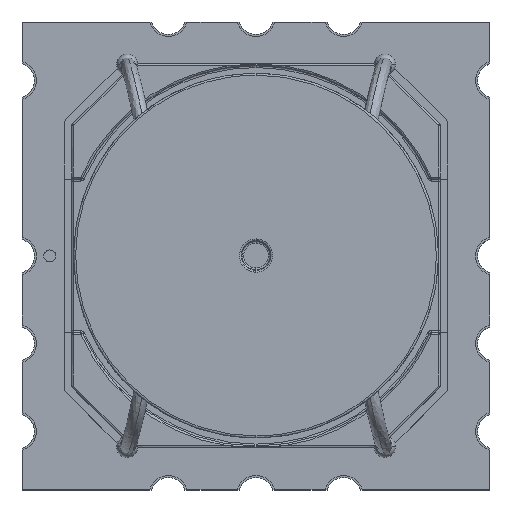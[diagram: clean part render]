
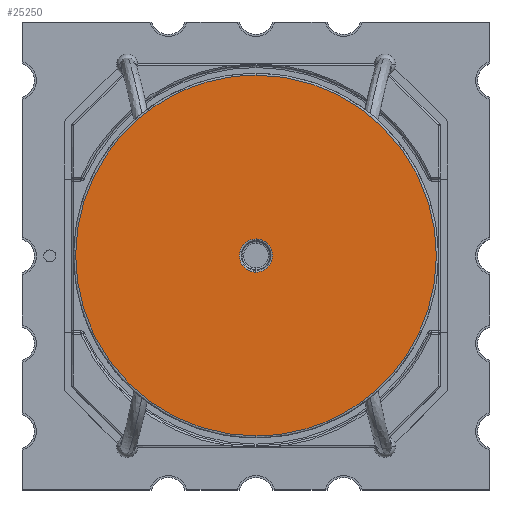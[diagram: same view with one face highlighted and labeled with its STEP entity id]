
A CAD part, top view. The second image highlights one B-rep face of the part: STEP entity #25250.
In plain terms, the highlighted planar face has unit normal (0, 0, 1).
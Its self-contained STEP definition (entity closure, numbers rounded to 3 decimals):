
#270 = CARTESIAN_POINT ( 'NONE',  ( -0.027, -0.432, 7.188 ) ) ;
#400 = CARTESIAN_POINT ( 'NONE',  ( -0.432, 0., 7.188 ) ) ;
#871 = DIRECTION ( 'NONE',  ( 0., 0., 1. ) ) ;
#1976 = CARTESIAN_POINT ( 'NONE',  ( -0.432, 0.027, 7.188 ) ) ;
#2091 = CARTESIAN_POINT ( 'NONE',  ( -0.186, 0.39, 7.188 ) ) ;
#2221 = CARTESIAN_POINT ( 'NONE',  ( 0.39, 0.186, 7.188 ) ) ;
#3031 = CARTESIAN_POINT ( 'NONE',  ( 0.419, -0.107, 7.188 ) ) ;
#3032 = B_SPLINE_CURVE_WITH_KNOTS ( 'NONE', 3,
 ( #19277, #1976, #27910, #10668, #30753, #13591, #33658, #16454, #36544, #19391, #2091, #22307, #5017, #25171, #7881, #28023, #10790, #30877, #13721, #33775, #16575, #36663, #19511, #2221, #22418, #5137, #25276, #8001 ),
 .UNSPECIFIED., .F., .F.,
 ( 4, 2, 2, 2, 1, 2, 2, 2, 2, 2, 2, 1, 2, 2, 4 ),
 ( 0.5, 0.531, 0.563, 0.625, 0.656, 0.672, 0.688, 0.75, 0.781, 0.813, 0.875, 0.906, 0.922, 0.938, 1. ),
 .UNSPECIFIED. ) ;
#3163 = CARTESIAN_POINT ( 'NONE',  ( -0.107, -0.419, 7.188 ) ) ;
#4833 = B_SPLINE_CURVE_WITH_KNOTS ( 'NONE', 3,
 ( #20333, #17381, #34206, #3031, #23198, #5915, #26061, #8799, #28935, #11737, #31785, #14634, #34707, #17509, #270, #20464, #3163, #23323, #6046, #26182, #8932, #29054, #11870, #31914, #14766, #34835, #17633, #400 ),
 .UNSPECIFIED., .F., .F.,
 ( 4, 2, 2, 2, 1, 2, 2, 2, 2, 2, 2, 1, 2, 2, 4 ),
 ( 0., 0.031, 0.063, 0.125, 0.156, 0.172, 0.188, 0.25, 0.281, 0.313, 0.375, 0.406, 0.422, 0.438, 0.5 ),
 .UNSPECIFIED. ) ;
#5017 = CARTESIAN_POINT ( 'NONE',  ( -0.108, 0.422, 7.188 ) ) ;
#5137 = CARTESIAN_POINT ( 'NONE',  ( 0.422, 0.108, 7.188 ) ) ;
#5385 = EDGE_CURVE ( 'NONE', #15940, #35322, #4833, .T. ) ;
#5831 = CARTESIAN_POINT ( 'NONE',  ( -4.7, 0., 7.188 ) ) ;
#5887 = ORIENTED_EDGE ( 'NONE', *, *, #5385, .T. ) ;
#5915 = CARTESIAN_POINT ( 'NONE',  ( 0.38, -0.214, 7.188 ) ) ;
#6046 = CARTESIAN_POINT ( 'NONE',  ( -0.214, -0.38, 7.188 ) ) ;
#6523 = PLANE ( 'NONE',  #15619 ) ;
#7881 = CARTESIAN_POINT ( 'NONE',  ( 0.027, 0.432, 7.188 ) ) ;
#8001 = CARTESIAN_POINT ( 'NONE',  ( 0.432, 0., 7.188 ) ) ;
#8716 = CARTESIAN_POINT ( 'NONE',  ( -4.7, 9.4, 7.188 ) ) ;
#8799 = CARTESIAN_POINT ( 'NONE',  ( 0.284, -0.326, 7.188 ) ) ;
#8932 = CARTESIAN_POINT ( 'NONE',  ( -0.326, -0.284, 7.188 ) ) ;
#10668 = CARTESIAN_POINT ( 'NONE',  ( -0.419, 0.107, 7.188 ) ) ;
#10790 = CARTESIAN_POINT ( 'NONE',  ( 0.107, 0.419, 7.188 ) ) ;
#11227 = CARTESIAN_POINT ( 'NONE',  ( 4.7, 0., 7.188 ) ) ;
#11737 = CARTESIAN_POINT ( 'NONE',  ( 0.213, -0.376, 7.188 ) ) ;
#11870 = CARTESIAN_POINT ( 'NONE',  ( -0.376, -0.213, 7.188 ) ) ;
#13410 = FACE_BOUND ( 'NONE', #17463, .T. ) ;
#13591 = CARTESIAN_POINT ( 'NONE',  ( -0.38, 0.214, 7.188 ) ) ;
#13721 = CARTESIAN_POINT ( 'NONE',  ( 0.214, 0.38, 7.188 ) ) ;
#14554 = CARTESIAN_POINT ( 'NONE',  ( 4.7, 0., 7.188 ) ) ;
#14634 = CARTESIAN_POINT ( 'NONE',  ( 0.172, -0.396, 7.188 ) ) ;
#14766 = CARTESIAN_POINT ( 'NONE',  ( -0.396, -0.172, 7.188 ) ) ;
#15619 = AXIS2_PLACEMENT_3D ( 'NONE', #18122, #871, #21063 ) ;
#15940 = VERTEX_POINT ( 'NONE', #18035 ) ;
#16454 = CARTESIAN_POINT ( 'NONE',  ( -0.284, 0.326, 7.188 ) ) ;
#16575 = CARTESIAN_POINT ( 'NONE',  ( 0.326, 0.284, 7.188 ) ) ;
#16642 = CARTESIAN_POINT ( 'NONE',  ( 4.7, 0., 7.188 ) ) ;
#16985 = ORIENTED_EDGE ( 'NONE', *, *, #21322, .F. ) ;
#17123 = CARTESIAN_POINT ( 'NONE',  ( -4.7, -9.4, 7.188 ) ) ;
#17381 = CARTESIAN_POINT ( 'NONE',  ( 0.432, -0.027, 7.188 ) ) ;
#17463 = EDGE_LOOP ( 'NONE', ( #17684, #5887 ) ) ;
#17509 = CARTESIAN_POINT ( 'NONE',  ( 0.055, -0.432, 7.188 ) ) ;
#17633 = CARTESIAN_POINT ( 'NONE',  ( -0.432, -0.055, 7.188 ) ) ;
#17684 = ORIENTED_EDGE ( 'NONE', *, *, #23895, .T. ) ;
#18035 = CARTESIAN_POINT ( 'NONE',  ( 0.432, 0., 7.188 ) ) ;
#18122 = CARTESIAN_POINT ( 'NONE',  ( 0., 0., 7.188 ) ) ;
#18271 = CARTESIAN_POINT ( 'NONE',  ( -0.432, 0., 7.188 ) ) ;
#19277 = CARTESIAN_POINT ( 'NONE',  ( -0.432, 0., 7.188 ) ) ;
#19391 = CARTESIAN_POINT ( 'NONE',  ( -0.213, 0.376, 7.188 ) ) ;
#19511 = CARTESIAN_POINT ( 'NONE',  ( 0.376, 0.213, 7.188 ) ) ;
#19782 = VERTEX_POINT ( 'NONE', #16642 ) ;
#20165 = FACE_OUTER_BOUND ( 'NONE', #27332, .T. ) ;
#20333 = CARTESIAN_POINT ( 'NONE',  ( 0.432, 0., 7.188 ) ) ;
#20464 = CARTESIAN_POINT ( 'NONE',  ( -0.054, -0.429, 7.188 ) ) ;
#21063 = DIRECTION ( 'NONE',  ( 1., 0., 0. ) ) ;
#21322 = EDGE_CURVE ( 'NONE', #19782, #21812, #22924, .T. ) ;
#21812 = VERTEX_POINT ( 'NONE', #31361 ) ;
#22307 = CARTESIAN_POINT ( 'NONE',  ( -0.172, 0.396, 7.188 ) ) ;
#22418 = CARTESIAN_POINT ( 'NONE',  ( 0.396, 0.172, 7.188 ) ) ;
#22501 =( BOUNDED_CURVE ( )  B_SPLINE_CURVE ( 3, ( #5831, #8716, #31697, #14554 ),
 .UNSPECIFIED., .F., .F. ) 
 B_SPLINE_CURVE_WITH_KNOTS ( ( 4, 4 ),
 ( 0., 1. ),
 .UNSPECIFIED. ) 
 CURVE ( )  GEOMETRIC_REPRESENTATION_ITEM ( )  RATIONAL_B_SPLINE_CURVE ( ( 1., 0.333, 0.333, 1. ) ) 
 REPRESENTATION_ITEM ( '' )  );
#22924 =( BOUNDED_CURVE ( )  B_SPLINE_CURVE ( 3, ( #11227, #37095, #17123, #37225 ),
 .UNSPECIFIED., .F., .F. ) 
 B_SPLINE_CURVE_WITH_KNOTS ( ( 4, 4 ),
 ( 0., 1. ),
 .UNSPECIFIED. ) 
 CURVE ( )  GEOMETRIC_REPRESENTATION_ITEM ( )  RATIONAL_B_SPLINE_CURVE ( ( 1., 0.333, 0.333, 1. ) ) 
 REPRESENTATION_ITEM ( '' )  );
#23198 = CARTESIAN_POINT ( 'NONE',  ( 0.412, -0.131, 7.188 ) ) ;
#23323 = CARTESIAN_POINT ( 'NONE',  ( -0.131, -0.412, 7.188 ) ) ;
#23895 = EDGE_CURVE ( 'NONE', #35322, #15940, #3032, .T. ) ;
#25171 = CARTESIAN_POINT ( 'NONE',  ( -0.055, 0.432, 7.188 ) ) ;
#25250 = ADVANCED_FACE ( 'NONE', ( #13410, #20165 ), #6523, .T. ) ;
#25276 = CARTESIAN_POINT ( 'NONE',  ( 0.432, 0.055, 7.188 ) ) ;
#26061 = CARTESIAN_POINT ( 'NONE',  ( 0.347, -0.263, 7.188 ) ) ;
#26182 = CARTESIAN_POINT ( 'NONE',  ( -0.263, -0.347, 7.188 ) ) ;
#27332 = EDGE_LOOP ( 'NONE', ( #16985, #30006 ) ) ;
#27910 = CARTESIAN_POINT ( 'NONE',  ( -0.429, 0.054, 7.188 ) ) ;
#28023 = CARTESIAN_POINT ( 'NONE',  ( 0.054, 0.429, 7.188 ) ) ;
#28935 = CARTESIAN_POINT ( 'NONE',  ( 0.25, -0.354, 7.188 ) ) ;
#29054 = CARTESIAN_POINT ( 'NONE',  ( -0.354, -0.25, 7.188 ) ) ;
#30006 = ORIENTED_EDGE ( 'NONE', *, *, #36198, .F. ) ;
#30753 = CARTESIAN_POINT ( 'NONE',  ( -0.412, 0.131, 7.188 ) ) ;
#30877 = CARTESIAN_POINT ( 'NONE',  ( 0.131, 0.412, 7.188 ) ) ;
#31361 = CARTESIAN_POINT ( 'NONE',  ( -4.7, 0., 7.188 ) ) ;
#31697 = CARTESIAN_POINT ( 'NONE',  ( 4.7, 9.4, 7.188 ) ) ;
#31785 = CARTESIAN_POINT ( 'NONE',  ( 0.186, -0.39, 7.188 ) ) ;
#31914 = CARTESIAN_POINT ( 'NONE',  ( -0.39, -0.186, 7.188 ) ) ;
#33658 = CARTESIAN_POINT ( 'NONE',  ( -0.347, 0.263, 7.188 ) ) ;
#33775 = CARTESIAN_POINT ( 'NONE',  ( 0.263, 0.347, 7.188 ) ) ;
#34206 = CARTESIAN_POINT ( 'NONE',  ( 0.429, -0.054, 7.188 ) ) ;
#34707 = CARTESIAN_POINT ( 'NONE',  ( 0.108, -0.422, 7.188 ) ) ;
#34835 = CARTESIAN_POINT ( 'NONE',  ( -0.422, -0.108, 7.188 ) ) ;
#35322 = VERTEX_POINT ( 'NONE', #18271 ) ;
#36198 = EDGE_CURVE ( 'NONE', #21812, #19782, #22501, .T. ) ;
#36544 = CARTESIAN_POINT ( 'NONE',  ( -0.25, 0.354, 7.188 ) ) ;
#36663 = CARTESIAN_POINT ( 'NONE',  ( 0.354, 0.25, 7.188 ) ) ;
#37095 = CARTESIAN_POINT ( 'NONE',  ( 4.7, -9.4, 7.188 ) ) ;
#37225 = CARTESIAN_POINT ( 'NONE',  ( -4.7, 0., 7.188 ) ) ;
